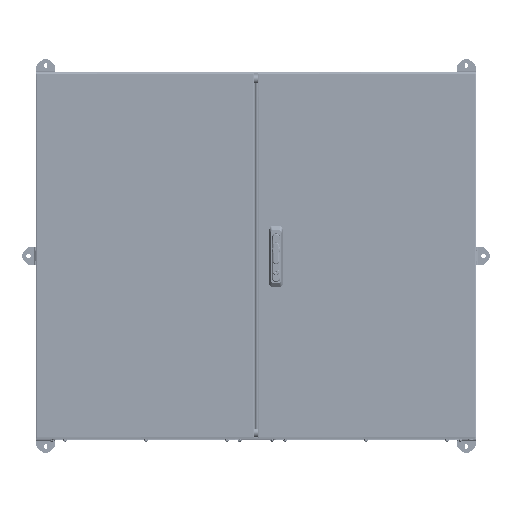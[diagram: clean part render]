
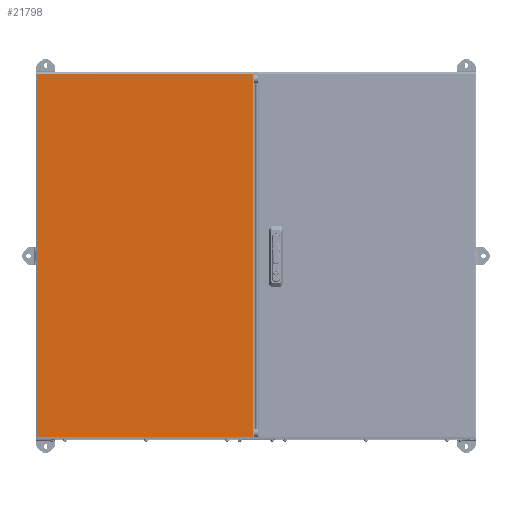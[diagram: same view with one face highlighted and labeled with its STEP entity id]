
A CAD part, top view. The second image highlights one B-rep face of the part: STEP entity #21798.
In plain terms, the highlighted planar face has unit normal (0, 0, 1).
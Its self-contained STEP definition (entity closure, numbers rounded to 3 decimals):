
#1741 = CARTESIAN_POINT ( 'NONE',  ( 294.5, 494.5, 0. ) ) ;
#4986 = ORIENTED_EDGE ( 'NONE', *, *, #37303, .T. ) ;
#6071 = ORIENTED_EDGE ( 'NONE', *, *, #17047, .T. ) ;
#8456 = AXIS2_PLACEMENT_3D ( 'NONE', #117732, #35506, #108714 ) ;
#13783 = VERTEX_POINT ( 'NONE', #96639 ) ;
#15524 = EDGE_CURVE ( 'NONE', #104351, #13783, #116385, .T. ) ;
#17047 = EDGE_CURVE ( 'NONE', #93638, #18643, #93673, .T. ) ;
#18643 = VERTEX_POINT ( 'NONE', #87393 ) ;
#19295 = DIRECTION ( 'NONE',  ( 1., 0., 0. ) ) ;
#19879 = CARTESIAN_POINT ( 'NONE',  ( -295.293, -494.5, 0. ) ) ;
#21798 = ADVANCED_FACE ( 'NONE', ( #92491 ), #64296, .T. ) ;
#25743 = VECTOR ( 'NONE', #88863, 1000. ) ;
#28566 = VECTOR ( 'NONE', #19295, 1000. ) ;
#31235 = DIRECTION ( 'NONE',  ( 0., -1., 0. ) ) ;
#33585 = ORIENTED_EDGE ( 'NONE', *, *, #112002, .T. ) ;
#35506 = DIRECTION ( 'NONE',  ( 0., 0., 1. ) ) ;
#37303 = EDGE_CURVE ( 'NONE', #13783, #93638, #96014, .T. ) ;
#46448 = VECTOR ( 'NONE', #31235, 1000. ) ;
#50986 = DIRECTION ( 'NONE',  ( -1., 0., 0. ) ) ;
#52237 = CARTESIAN_POINT ( 'NONE',  ( 294.5, -495.293, 0. ) ) ;
#59489 = ORIENTED_EDGE ( 'NONE', *, *, #15524, .T. ) ;
#61764 = CARTESIAN_POINT ( 'NONE',  ( 295.293, 494.5, 0. ) ) ;
#62417 = LINE ( 'NONE', #52237, #25743 ) ;
#64296 = PLANE ( 'NONE',  #8456 ) ;
#67009 = CARTESIAN_POINT ( 'NONE',  ( -294.5, -494.5, 0. ) ) ;
#68421 = CARTESIAN_POINT ( 'NONE',  ( -294.5, 495.293, 0. ) ) ;
#80087 = EDGE_LOOP ( 'NONE', ( #59489, #4986, #6071, #33585 ) ) ;
#87393 = CARTESIAN_POINT ( 'NONE',  ( 294.5, -494.5, 0. ) ) ;
#88863 = DIRECTION ( 'NONE',  ( 0., 1., 0. ) ) ;
#89564 = VECTOR ( 'NONE', #50986, 1000. ) ;
#92491 = FACE_OUTER_BOUND ( 'NONE', #80087, .T. ) ;
#93638 = VERTEX_POINT ( 'NONE', #67009 ) ;
#93673 = LINE ( 'NONE', #19879, #28566 ) ;
#96014 = LINE ( 'NONE', #68421, #46448 ) ;
#96639 = CARTESIAN_POINT ( 'NONE',  ( -294.5, 494.5, 0. ) ) ;
#104351 = VERTEX_POINT ( 'NONE', #1741 ) ;
#108714 = DIRECTION ( 'NONE',  ( 1., 0., 0. ) ) ;
#112002 = EDGE_CURVE ( 'NONE', #18643, #104351, #62417, .T. ) ;
#116385 = LINE ( 'NONE', #61764, #89564 ) ;
#117732 = CARTESIAN_POINT ( 'NONE',  ( 0., 0., 0. ) ) ;
